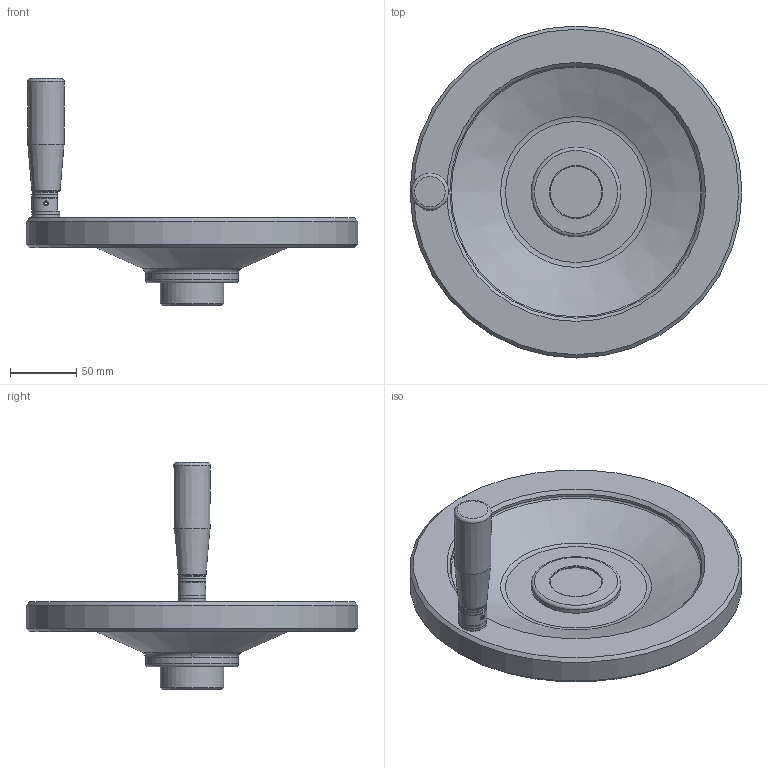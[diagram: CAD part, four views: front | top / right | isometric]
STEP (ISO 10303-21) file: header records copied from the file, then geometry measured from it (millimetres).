
FILE_DESCRIPTION( ( 'Unknown' ), '1' );
FILE_NAME( '7117021_VPRA250_MR.stp', 'Unknown', ( 'Unknown' ), ( 'Unknown' ), 'PSStep 11.0', 'Unknown', ' ' );
FILE_SCHEMA( ( 'AUTOMOTIVE_DESIGN { 1 0 10303 214 1 1 1 1 }' ) );
Length unit declared in the file: millimetre
Products named in the file (1): 1801092
Bounding box: 250 x 250 x 171 mm (x, y, z)
Volume: 833219.1 mm3; surface area: 145541.4 mm2
Topology: 1 solids, 2 shells, 165 faces, 414 edges, 254 vertices
Faces by surface type: plane 63, cylinder 41, cone 33, bspline 14, torus 13, sphere 1
Full cylindrical faces by diameter (mm): 3.2 x2, 3.5 x1, 4.917 x1, 5.422 x1, 6 x2, 6.95 x1, 7 x1, 7.03 x1, 8.17 x1, 8.3 x1, 8.376 x1, 11 x1, 11.5 x1, 11.52 x1, 11.538 x1, 12.6 x1, 13.076 x1, 21 x2, 39 x1, 48 x1, 67.5 x1, 70 x1, 190 x1, 250 x1
Entity records: 8928 total; most frequent: CARTESIAN_POINT 4195, DIRECTION 699, ORIENTED_EDGE 626, EDGE_CURVE 313, AXIS2_PLACEMENT_3D 298, EDGE_LOOP 251, VERTEX_POINT 219, FACE_OUTER_BOUND 204
